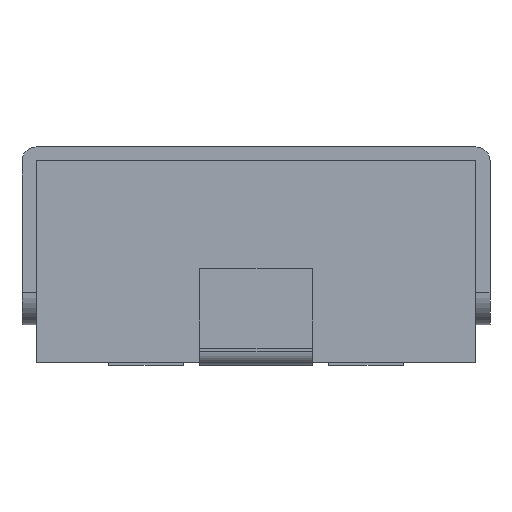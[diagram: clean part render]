
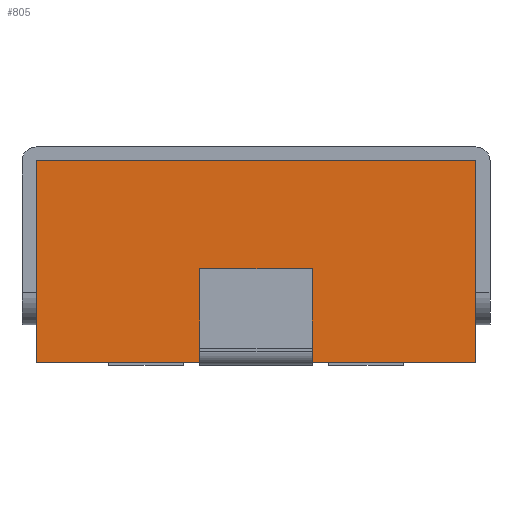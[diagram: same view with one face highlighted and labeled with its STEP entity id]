
A CAD part, left-side view. The second image highlights one B-rep face of the part: STEP entity #805.
In plain terms, the highlighted planar face has unit normal (-1, 0, 0).
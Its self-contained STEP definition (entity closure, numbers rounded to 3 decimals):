
#740 = VERTEX_POINT('',#741);
#741 = CARTESIAN_POINT('',(-2.25,2.35,2.15));
#788 = VERTEX_POINT('',#789);
#789 = CARTESIAN_POINT('',(-2.25,2.35,0.));
#795 = EDGE_CURVE('',#740,#788,#796,.T.);
#796 = LINE('',#797,#798);
#797 = CARTESIAN_POINT('',(-2.25,2.35,2.15));
#798 = VECTOR('',#799,1.);
#799 = DIRECTION('',(0.,0.,-1.));
#805 = ADVANCED_FACE('',(#806),#863,.F.);
#806 = FACE_BOUND('',#807,.T.);
#807 = EDGE_LOOP('',(#808,#818,#826,#834,#842,#848,#849,#857));
#808 = ORIENTED_EDGE('',*,*,#809,.F.);
#809 = EDGE_CURVE('',#810,#812,#814,.T.);
#810 = VERTEX_POINT('',#811);
#811 = CARTESIAN_POINT('',(-2.25,-0.6,0.15));
#812 = VERTEX_POINT('',#813);
#813 = CARTESIAN_POINT('',(-2.25,0.6,0.15));
#814 = LINE('',#815,#816);
#815 = CARTESIAN_POINT('',(-2.25,0.6,0.15));
#816 = VECTOR('',#817,1.);
#817 = DIRECTION('',(0.,1.,0.));
#818 = ORIENTED_EDGE('',*,*,#819,.T.);
#819 = EDGE_CURVE('',#810,#820,#822,.T.);
#820 = VERTEX_POINT('',#821);
#821 = CARTESIAN_POINT('',(-2.25,-0.6,0.));
#822 = LINE('',#823,#824);
#823 = CARTESIAN_POINT('',(-2.25,-0.6,0.15));
#824 = VECTOR('',#825,1.);
#825 = DIRECTION('',(0.,0.,-1.));
#826 = ORIENTED_EDGE('',*,*,#827,.T.);
#827 = EDGE_CURVE('',#820,#828,#830,.T.);
#828 = VERTEX_POINT('',#829);
#829 = CARTESIAN_POINT('',(-2.25,-2.35,0.));
#830 = LINE('',#831,#832);
#831 = CARTESIAN_POINT('',(-2.25,-2.35,0.));
#832 = VECTOR('',#833,1.);
#833 = DIRECTION('',(0.,-1.,0.));
#834 = ORIENTED_EDGE('',*,*,#835,.F.);
#835 = EDGE_CURVE('',#836,#828,#838,.T.);
#836 = VERTEX_POINT('',#837);
#837 = CARTESIAN_POINT('',(-2.25,-2.35,2.15));
#838 = LINE('',#839,#840);
#839 = CARTESIAN_POINT('',(-2.25,-2.35,2.15));
#840 = VECTOR('',#841,1.);
#841 = DIRECTION('',(0.,0.,-1.));
#842 = ORIENTED_EDGE('',*,*,#843,.F.);
#843 = EDGE_CURVE('',#740,#836,#844,.T.);
#844 = LINE('',#845,#846);
#845 = CARTESIAN_POINT('',(-2.25,-2.35,2.15));
#846 = VECTOR('',#847,1.);
#847 = DIRECTION('',(0.,-1.,0.));
#848 = ORIENTED_EDGE('',*,*,#795,.T.);
#849 = ORIENTED_EDGE('',*,*,#850,.T.);
#850 = EDGE_CURVE('',#788,#851,#853,.T.);
#851 = VERTEX_POINT('',#852);
#852 = CARTESIAN_POINT('',(-2.25,0.6,0.));
#853 = LINE('',#854,#855);
#854 = CARTESIAN_POINT('',(-2.25,-2.35,0.));
#855 = VECTOR('',#856,1.);
#856 = DIRECTION('',(0.,-1.,0.));
#857 = ORIENTED_EDGE('',*,*,#858,.F.);
#858 = EDGE_CURVE('',#812,#851,#859,.T.);
#859 = LINE('',#860,#861);
#860 = CARTESIAN_POINT('',(-2.25,0.6,0.15));
#861 = VECTOR('',#862,1.);
#862 = DIRECTION('',(0.,0.,-1.));
#863 = PLANE('',#864);
#864 = AXIS2_PLACEMENT_3D('',#865,#866,#867);
#865 = CARTESIAN_POINT('',(-2.25,-2.35,2.15));
#866 = DIRECTION('',(1.,0.,0.));
#867 = DIRECTION('',(0.,1.,0.));
